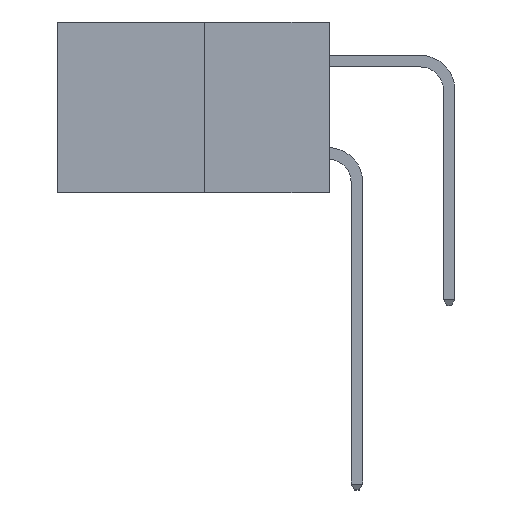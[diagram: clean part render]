
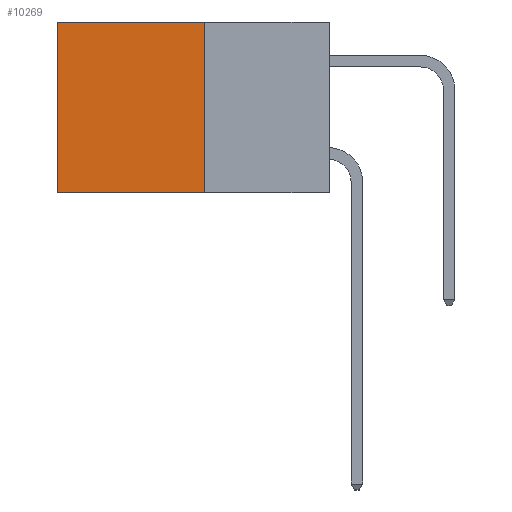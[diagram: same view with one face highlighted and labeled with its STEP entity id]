
A CAD part, left-side view. The second image highlights one B-rep face of the part: STEP entity #10269.
In plain terms, the highlighted planar face has unit normal (-1, 0, 0).
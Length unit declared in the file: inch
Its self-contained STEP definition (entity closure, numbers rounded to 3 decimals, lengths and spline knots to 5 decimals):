
#680 = CARTESIAN_POINT ( 'NONE',  ( 0.277, 0.59, -0.37 ) ) ;
#897 = LINE ( 'NONE', #7915, #9494 ) ;
#1029 = ORIENTED_EDGE ( 'NONE', *, *, #10096, .T. ) ;
#1167 = ORIENTED_EDGE ( 'NONE', *, *, #8468, .T. ) ;
#1392 = DIRECTION ( 'NONE',  ( 0., 0., -1. ) ) ;
#1487 = LINE ( 'NONE', #7020, #10011 ) ;
#1568 = FACE_OUTER_BOUND ( 'NONE', #3421, .T. ) ;
#1804 = VERTEX_POINT ( 'NONE', #680 ) ;
#1973 = DIRECTION ( 'NONE',  ( 0., 1., 0. ) ) ;
#2238 = CARTESIAN_POINT ( 'NONE',  ( 0.277, 0.27, -0.37 ) ) ;
#2347 = ORIENTED_EDGE ( 'NONE', *, *, #5641, .F. ) ;
#2383 = LINE ( 'NONE', #10535, #8799 ) ;
#2425 = PLANE ( 'NONE',  #6409 ) ;
#3013 = VERTEX_POINT ( 'NONE', #10024 ) ;
#3421 = EDGE_LOOP ( 'NONE', ( #1029, #2347, #9244, #1167 ) ) ;
#4164 = DIRECTION ( 'NONE',  ( 0., 0., -1. ) ) ;
#4842 = CARTESIAN_POINT ( 'NONE',  ( 0.277, 0.59, 0. ) ) ;
#5215 = EDGE_CURVE ( 'NONE', #6019, #3013, #8189, .T. ) ;
#5641 = EDGE_CURVE ( 'NONE', #3013, #1804, #1487, .T. ) ;
#6019 = VERTEX_POINT ( 'NONE', #8955 ) ;
#6409 = AXIS2_PLACEMENT_3D ( 'NONE', #8304, #9099, #4164 ) ;
#7020 = CARTESIAN_POINT ( 'NONE',  ( 0.277, 0.27, -0.37 ) ) ;
#7379 = DIRECTION ( 'NONE',  ( 0., 1., 0. ) ) ;
#7915 = CARTESIAN_POINT ( 'NONE',  ( 0.277, 0.59, -0.37 ) ) ;
#8189 = LINE ( 'NONE', #2238, #10020 ) ;
#8304 = CARTESIAN_POINT ( 'NONE',  ( 0.277, 0.27, -0.37 ) ) ;
#8468 = EDGE_CURVE ( 'NONE', #6019, #10165, #2383, .T. ) ;
#8799 = VECTOR ( 'NONE', #7379, 39.37008 ) ;
#8955 = CARTESIAN_POINT ( 'NONE',  ( 0.277, 0.27, 0. ) ) ;
#9099 = DIRECTION ( 'NONE',  ( 1., 0., 0. ) ) ;
#9244 = ORIENTED_EDGE ( 'NONE', *, *, #5215, .F. ) ;
#9494 = VECTOR ( 'NONE', #9512, 39.37008 ) ;
#9512 = DIRECTION ( 'NONE',  ( 0., 0., -1. ) ) ;
#10011 = VECTOR ( 'NONE', #1973, 39.37008 ) ;
#10020 = VECTOR ( 'NONE', #1392, 39.37008 ) ;
#10024 = CARTESIAN_POINT ( 'NONE',  ( 0.277, 0.27, -0.37 ) ) ;
#10096 = EDGE_CURVE ( 'NONE', #10165, #1804, #897, .T. ) ;
#10165 = VERTEX_POINT ( 'NONE', #4842 ) ;
#10269 = ADVANCED_FACE ( 'NONE', ( #1568 ), #2425, .F. ) ;
#10535 = CARTESIAN_POINT ( 'NONE',  ( 0.277, 0.27, 0. ) ) ;
